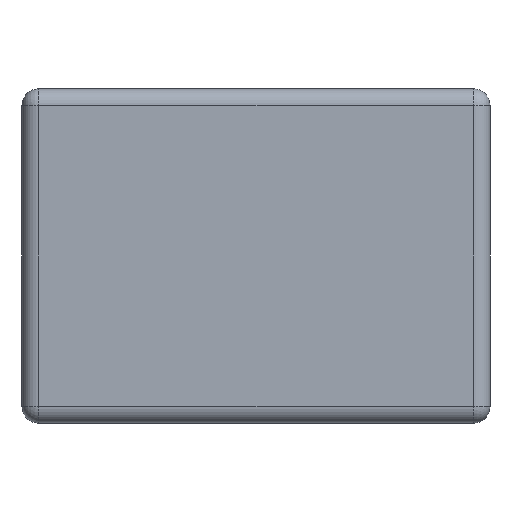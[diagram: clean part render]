
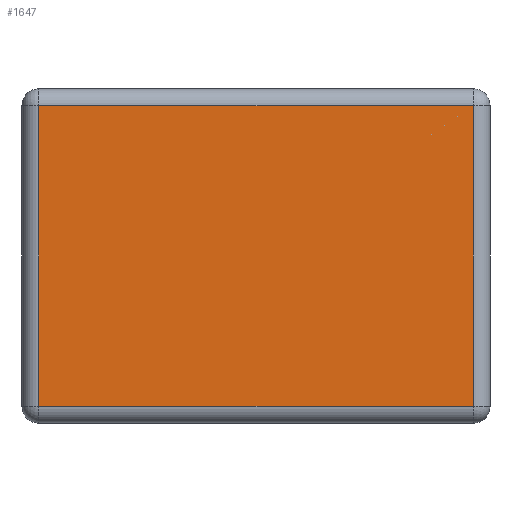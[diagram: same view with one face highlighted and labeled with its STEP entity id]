
A CAD part, left-side view. The second image highlights one B-rep face of the part: STEP entity #1647.
In plain terms, the highlighted planar face has unit normal (-1, 0, 0).
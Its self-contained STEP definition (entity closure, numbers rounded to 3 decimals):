
#10 = ORIENTED_EDGE ( 'NONE', *, *, #571, .T. ) ;
#11 = VERTEX_POINT ( 'NONE', #1193 ) ;
#60 = EDGE_CURVE ( 'NONE', #1023, #576, #1827, .T. ) ;
#105 = CARTESIAN_POINT ( 'NONE',  ( -0.5, 0.675, -0.25 ) ) ;
#129 = ORIENTED_EDGE ( 'NONE', *, *, #60, .T. ) ;
#230 = LINE ( 'NONE', #1664, #1695 ) ;
#239 = VERTEX_POINT ( 'NONE', #1352 ) ;
#329 = CARTESIAN_POINT ( 'NONE',  ( -0.5, 0.7, -0.25 ) ) ;
#377 = CARTESIAN_POINT ( 'NONE',  ( -0.5, 0.7, -0.225 ) ) ;
#412 = VECTOR ( 'NONE', #1448, 1000. ) ;
#451 = EDGE_LOOP ( 'NONE', ( #1688, #129, #10, #1846 ) ) ;
#468 = DIRECTION ( 'NONE',  ( 0., 0., -1. ) ) ;
#571 = EDGE_CURVE ( 'NONE', #576, #239, #919, .T. ) ;
#576 = VERTEX_POINT ( 'NONE', #764 ) ;
#601 = EDGE_CURVE ( 'NONE', #11, #1023, #1239, .T. ) ;
#635 = DIRECTION ( 'NONE',  ( 1., 0., 0. ) ) ;
#742 = AXIS2_PLACEMENT_3D ( 'NONE', #329, #635, #1459 ) ;
#755 = EDGE_CURVE ( 'NONE', #239, #11, #230, .T. ) ;
#764 = CARTESIAN_POINT ( 'NONE',  ( -0.5, 0.025, -0.225 ) ) ;
#802 = FACE_OUTER_BOUND ( 'NONE', #451, .T. ) ;
#857 = VECTOR ( 'NONE', #468, 1000. ) ;
#858 = CARTESIAN_POINT ( 'NONE',  ( -0.5, 0.675, -0.225 ) ) ;
#919 = LINE ( 'NONE', #1882, #412 ) ;
#1023 = VERTEX_POINT ( 'NONE', #858 ) ;
#1180 = DIRECTION ( 'NONE',  ( 0., 1., 0. ) ) ;
#1193 = CARTESIAN_POINT ( 'NONE',  ( -0.5, 0.675, 0.225 ) ) ;
#1239 = LINE ( 'NONE', #105, #857 ) ;
#1352 = CARTESIAN_POINT ( 'NONE',  ( -0.5, 0.025, 0.225 ) ) ;
#1373 = VECTOR ( 'NONE', #2006, 1000. ) ;
#1448 = DIRECTION ( 'NONE',  ( 0., 0., 1. ) ) ;
#1459 = DIRECTION ( 'NONE',  ( 0., 0., -1. ) ) ;
#1467 = PLANE ( 'NONE',  #742 ) ;
#1647 = ADVANCED_FACE ( 'NONE', ( #802 ), #1467, .F. ) ;
#1664 = CARTESIAN_POINT ( 'NONE',  ( -0.5, 0.7, 0.225 ) ) ;
#1688 = ORIENTED_EDGE ( 'NONE', *, *, #601, .T. ) ;
#1695 = VECTOR ( 'NONE', #1180, 1000. ) ;
#1827 = LINE ( 'NONE', #377, #1373 ) ;
#1846 = ORIENTED_EDGE ( 'NONE', *, *, #755, .T. ) ;
#1882 = CARTESIAN_POINT ( 'NONE',  ( -0.5, 0.025, -0.25 ) ) ;
#2006 = DIRECTION ( 'NONE',  ( 0., -1., 0. ) ) ;
